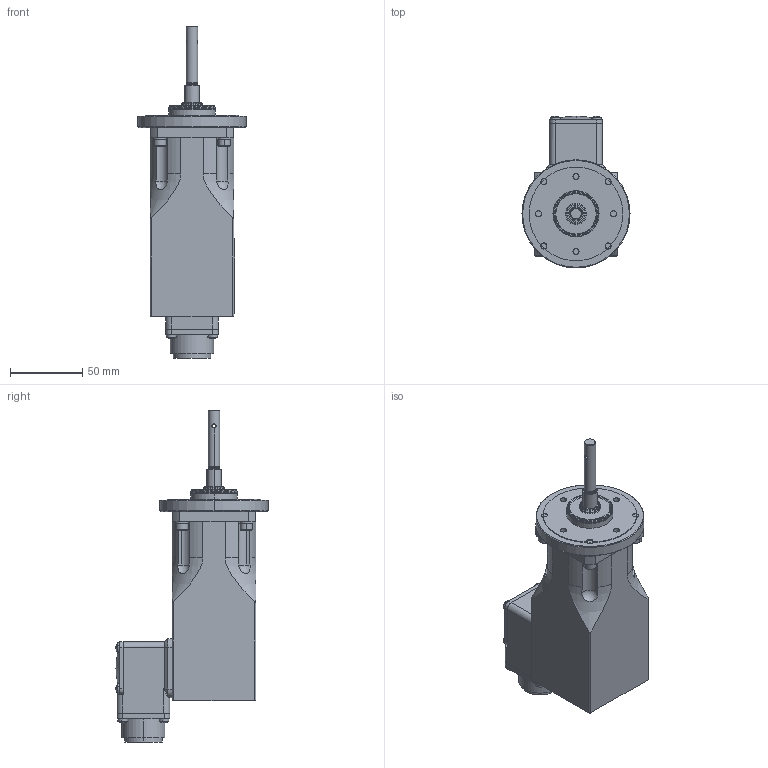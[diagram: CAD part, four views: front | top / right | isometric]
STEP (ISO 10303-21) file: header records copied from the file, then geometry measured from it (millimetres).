
FILE_DESCRIPTION (( 'STEP AP214' ), '1' );
FILE_NAME ('Motor EGK4860NR.STEP', '2021-04-08T07:32:53', ( '' ), ( '' ), 'SwSTEP 2.0', 'SolidWorks 2020', '' );
FILE_SCHEMA (( 'AUTOMOTIVE_DESIGN' ));
Length unit declared in the file: millimetre
Products named in the file (1): Motor EGK4860NR
Bounding box: 75 x 105.55 x 230.25 mm (x, y, z)
Volume: 537841 mm3; surface area: 54497.9 mm2
Topology: 2 solids, 2 shells, 572 faces, 1410 edges, 833 vertices
Faces by surface type: plane 247, cylinder 149, cone 104, torus 46, sphere 22, bspline 4
Entity records: 17934 total; most frequent: CARTESIAN_POINT 4375, DIRECTION 2986, ORIENTED_EDGE 2756, EDGE_CURVE 1378, AXIS2_PLACEMENT_3D 1159, VERTEX_POINT 833, VECTOR 668, LINE 668
